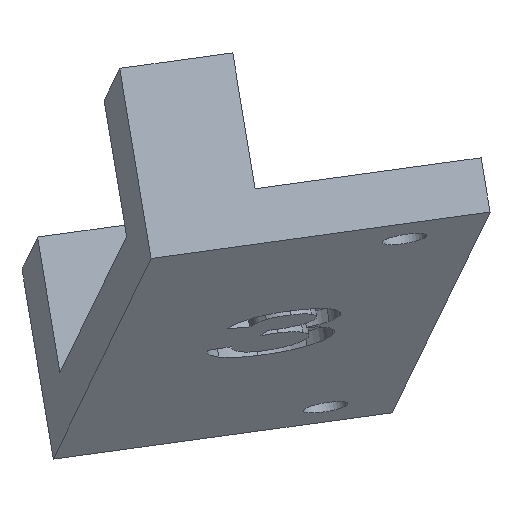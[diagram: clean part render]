
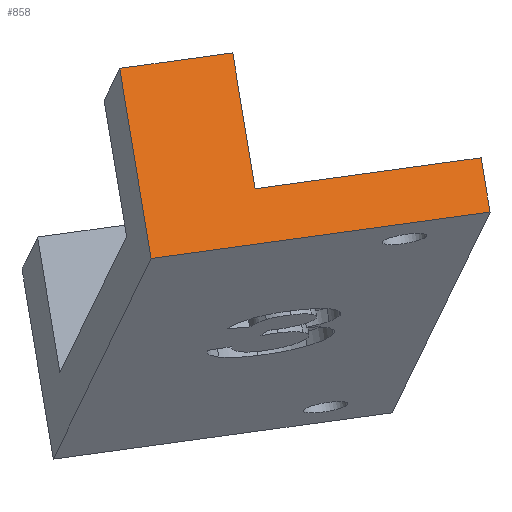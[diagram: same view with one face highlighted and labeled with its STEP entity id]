
A CAD part, top view. The second image highlights one B-rep face of the part: STEP entity #858.
In plain terms, the highlighted planar face has unit normal (0.104, 0.213, 0.972).
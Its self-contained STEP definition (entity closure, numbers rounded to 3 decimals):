
#149=FACE_OUTER_BOUND('',#196,.T.);
#196=EDGE_LOOP('',(#754,#755,#756,#757,#758,#759));
#208=LINE('',#1026,#276);
#210=LINE('',#1030,#278);
#211=LINE('',#1033,#279);
#266=LINE('',#1718,#334);
#267=LINE('',#1721,#335);
#268=LINE('',#1722,#336);
#276=VECTOR('',#909,10.);
#278=VECTOR('',#913,10.);
#279=VECTOR('',#916,10.);
#334=VECTOR('',#1001,10.);
#335=VECTOR('',#1004,10.);
#336=VECTOR('',#1005,10.);
#342=VERTEX_POINT('',#1022);
#343=VERTEX_POINT('',#1024);
#344=VERTEX_POINT('',#1028);
#345=VERTEX_POINT('',#1032);
#420=VERTEX_POINT('',#1716);
#421=VERTEX_POINT('',#1720);
#428=EDGE_CURVE('',#342,#343,#208,.F.);
#430=EDGE_CURVE('',#344,#343,#210,.T.);
#431=EDGE_CURVE('',#345,#342,#211,.T.);
#544=EDGE_CURVE('',#344,#420,#266,.T.);
#545=EDGE_CURVE('',#421,#420,#267,.T.);
#546=EDGE_CURVE('',#345,#421,#268,.T.);
#754=ORIENTED_EDGE('',*,*,#431,.T.);
#755=ORIENTED_EDGE('',*,*,#428,.T.);
#756=ORIENTED_EDGE('',*,*,#430,.F.);
#757=ORIENTED_EDGE('',*,*,#544,.T.);
#758=ORIENTED_EDGE('',*,*,#545,.F.);
#759=ORIENTED_EDGE('',*,*,#546,.F.);
#813=PLANE('',#894);
#858=ADVANCED_FACE('',(#149),#813,.T.);
#894=AXIS2_PLACEMENT_3D('',#1719,#1002,#1003);
#909=DIRECTION('',(0.159,-0.968,0.195));
#913=DIRECTION('',(0.982,0.135,-0.135));
#916=DIRECTION('',(-0.982,-0.135,0.135));
#1001=DIRECTION('',(0.159,-0.968,0.195));
#1002=DIRECTION('center_axis',(0.105,0.213,0.971));
#1003=DIRECTION('ref_axis',(-0.982,-0.135,0.135));
#1004=DIRECTION('',(-0.982,-0.135,0.135));
#1005=DIRECTION('',(0.159,-0.968,0.195));
#1022=CARTESIAN_POINT('',(11.661,15.805,167.235));
#1024=CARTESIAN_POINT('',(10.864,20.644,166.26));
#1026=CARTESIAN_POINT('',(11.661,15.805,167.235));
#1028=CARTESIAN_POINT('',(6.839,20.093,166.814));
#1030=CARTESIAN_POINT('',(18.914,21.747,165.153));
#1032=CARTESIAN_POINT('',(19.711,16.908,166.127));
#1033=CARTESIAN_POINT('',(19.711,16.908,166.127));
#1716=CARTESIAN_POINT('',(7.955,13.318,168.179));
#1718=CARTESIAN_POINT('',(7.637,15.254,167.789));
#1719=CARTESIAN_POINT('Origin',(19.711,16.908,166.127));
#1720=CARTESIAN_POINT('',(20.03,14.973,166.517));
#1721=CARTESIAN_POINT('',(20.03,14.973,166.517));
#1722=CARTESIAN_POINT('',(19.711,16.908,166.127));
